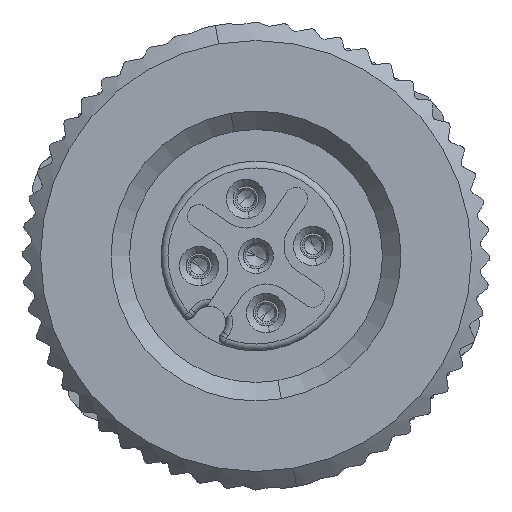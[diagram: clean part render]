
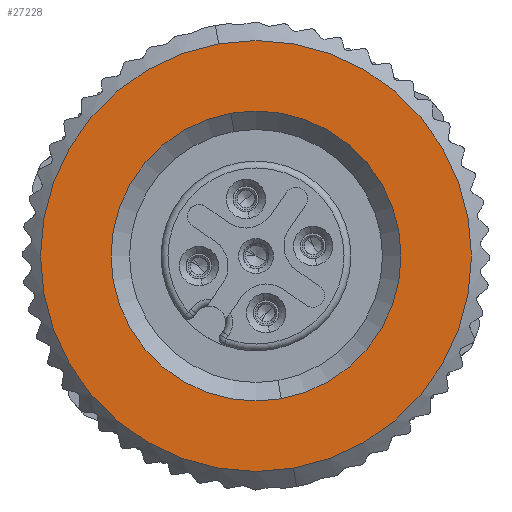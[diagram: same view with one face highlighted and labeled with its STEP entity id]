
A CAD part, left-side view. The second image highlights one B-rep face of the part: STEP entity #27228.
In plain terms, the highlighted planar face has unit normal (-1, 0, 0).
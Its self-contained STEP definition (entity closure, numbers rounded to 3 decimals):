
#12716=CARTESIAN_POINT('',(-12.65,-0.006,-0.013));
#12717=DIRECTION('',(1.,0.,0.));
#12718=DIRECTION('',(0.,0.174,0.985));
#12719=AXIS2_PLACEMENT_3D('',#12716,#12717,#12718);
#12724=CARTESIAN_POINT('',(-12.65,-0.006,-0.013));
#12725=DIRECTION('',(1.,0.,0.));
#12726=DIRECTION('',(0.,-0.174,-0.985));
#12727=AXIS2_PLACEMENT_3D('',#12724,#12725,#12726);
#12732=CARTESIAN_POINT('',(-12.65,-0.006,-0.013));
#12733=DIRECTION('',(-1.,0.,0.));
#12734=DIRECTION('',(0.,0.174,0.985));
#12735=AXIS2_PLACEMENT_3D('',#12732,#12733,#12734);
#12740=CARTESIAN_POINT('',(-12.65,-0.006,-0.013));
#12741=DIRECTION('',(-1.,0.,0.));
#12742=DIRECTION('',(0.,-0.174,-0.985));
#12743=AXIS2_PLACEMENT_3D('',#12740,#12741,#12742);
#19200=CARTESIAN_POINT('',(-12.65,1.609,9.145));
#19202=VERTEX_POINT('',#19200);
#19204=CARTESIAN_POINT('',(-12.65,-1.621,-9.172));
#19206=VERTEX_POINT('',#19204);
#19230=CARTESIAN_POINT('',(-12.65,-1.093,-6.177));
#19231=VERTEX_POINT('',#19230);
#19232=CARTESIAN_POINT('',(-12.65,1.081,6.15));
#19233=VERTEX_POINT('',#19232);
#27213=CARTESIAN_POINT('',(-12.65,-0.006,-0.013));
#27214=DIRECTION('',(-1.,0.,0.));
#27215=DIRECTION('',(0.,0.174,0.985));
#27216=AXIS2_PLACEMENT_3D('',#27213,#27214,#27215);
#27217=PLANE('',#27216);
#27218=ORIENTED_EDGE('',*,*,#23453,.F.);
#27219=ORIENTED_EDGE('',*,*,#23665,.F.);
#27220=EDGE_LOOP('',(#27218,#27219));
#27221=FACE_OUTER_BOUND('',#27220,.F.);
#27223=ORIENTED_EDGE('',*,*,#27222,.F.);
#27225=ORIENTED_EDGE('',*,*,#27224,.F.);
#27226=EDGE_LOOP('',(#27223,#27225));
#27227=FACE_BOUND('',#27226,.F.);
#27228=ADVANCED_FACE('',(#27221,#27227),#27217,.T.);
#12720=CIRCLE('',#12719,6.259);
#12728=CIRCLE('',#12727,6.259);
#12736=CIRCLE('',#12735,9.3);
#12744=CIRCLE('',#12743,9.3);
#23453=EDGE_CURVE('',#19202,#19206,#12736,.T.);
#23665=EDGE_CURVE('',#19206,#19202,#12744,.T.);
#27222=EDGE_CURVE('',#19233,#19231,#12720,.T.);
#27224=EDGE_CURVE('',#19231,#19233,#12728,.T.);
